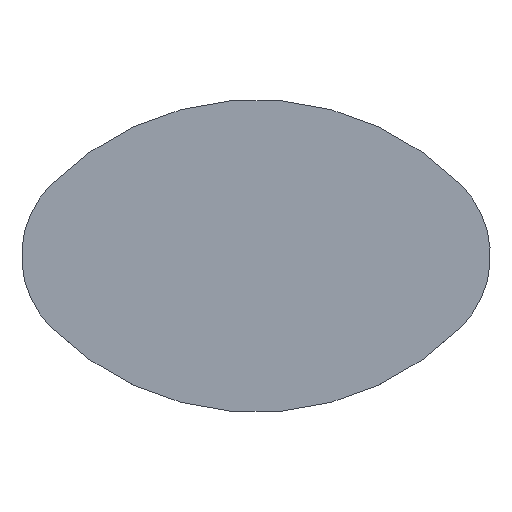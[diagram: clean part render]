
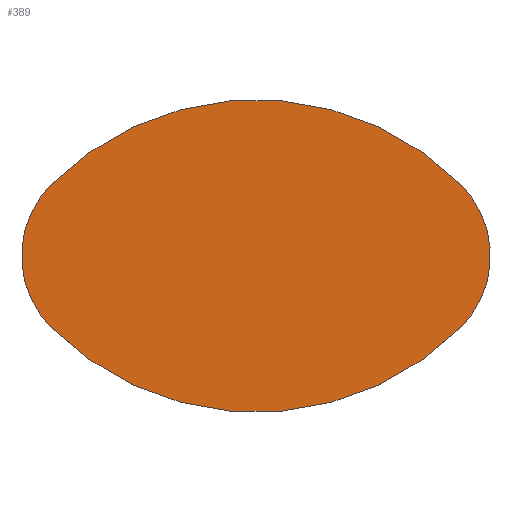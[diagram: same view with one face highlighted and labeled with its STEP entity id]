
A CAD part, top view. The second image highlights one B-rep face of the part: STEP entity #389.
In plain terms, the highlighted planar face has unit normal (0, 0, 1).
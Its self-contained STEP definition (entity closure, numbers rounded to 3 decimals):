
#35 = VERTEX_POINT('',#36);
#36 = CARTESIAN_POINT('',(92.919,102.245,0.411));
#43 = CYLINDRICAL_SURFACE('',#44,22.23);
#44 = AXIS2_PLACEMENT_3D('',#45,#46,#47);
#45 = CARTESIAN_POINT('',(108.638,117.964,0.));
#46 = DIRECTION('',(0.,0.,-1.));
#47 = DIRECTION('',(-0.707,-0.707,0.));
#55 = CYLINDRICAL_SURFACE('',#56,7.76);
#56 = AXIS2_PLACEMENT_3D('',#57,#58,#59);
#57 = CARTESIAN_POINT('',(98.407,107.732,0.));
#58 = DIRECTION('',(0.,0.,-1.));
#59 = DIRECTION('',(-0.707,0.707,0.));
#67 = EDGE_CURVE('',#35,#68,#70,.T.);
#68 = VERTEX_POINT('',#69);
#69 = CARTESIAN_POINT('',(124.357,102.245,0.411));
#70 = SURFACE_CURVE('',#71,(#76,#83),.PCURVE_S1.);
#71 = CIRCLE('',#72,22.23);
#72 = AXIS2_PLACEMENT_3D('',#73,#74,#75);
#73 = CARTESIAN_POINT('',(108.638,117.964,0.411));
#74 = DIRECTION('',(0.,0.,1.));
#75 = DIRECTION('',(-0.707,-0.707,0.));
#76 = PCURVE('',#43,#77);
#77 = DEFINITIONAL_REPRESENTATION('',(#78),#82);
#78 = LINE('',#79,#80);
#79 = CARTESIAN_POINT('',(0.,-0.411));
#80 = VECTOR('',#81,1.);
#81 = DIRECTION('',(-1.,0.));
#82 = ( GEOMETRIC_REPRESENTATION_CONTEXT(2) 
PARAMETRIC_REPRESENTATION_CONTEXT() REPRESENTATION_CONTEXT('2D SPACE',''
  ) );
#83 = PCURVE('',#84,#89);
#84 = PLANE('',#85);
#85 = AXIS2_PLACEMENT_3D('',#86,#87,#88);
#86 = CARTESIAN_POINT('',(92.919,102.245,0.411));
#87 = DIRECTION('',(0.,0.,-1.));
#88 = DIRECTION('',(-1.,0.,0.));
#89 = DEFINITIONAL_REPRESENTATION('',(#90),#98);
#90 = ( BOUNDED_CURVE() B_SPLINE_CURVE(2,(#91,#92,#93,#94,#95,#96,#97),
.UNSPECIFIED.,.F.,.F.) B_SPLINE_CURVE_WITH_KNOTS((1,2,2,2,2,1),(
    -2.094,0.,2.094,4.189,6.283,
8.378),.UNSPECIFIED.) CURVE() GEOMETRIC_REPRESENTATION_ITEM() 
RATIONAL_B_SPLINE_CURVE((1.,0.5,1.,0.5,1.,0.5,1.)) REPRESENTATION_ITEM(
  '') );
#91 = CARTESIAN_POINT('',(0.,0.));
#92 = CARTESIAN_POINT('',(-27.226,-27.226));
#93 = CARTESIAN_POINT('',(-37.192,9.965));
#94 = CARTESIAN_POINT('',(-47.157,47.157));
#95 = CARTESIAN_POINT('',(-9.965,37.192));
#96 = CARTESIAN_POINT('',(27.226,27.226));
#97 = CARTESIAN_POINT('',(0.,0.));
#98 = ( GEOMETRIC_REPRESENTATION_CONTEXT(2) 
PARAMETRIC_REPRESENTATION_CONTEXT() REPRESENTATION_CONTEXT('2D SPACE',''
  ) );
#116 = CYLINDRICAL_SURFACE('',#117,7.76);
#117 = AXIS2_PLACEMENT_3D('',#118,#119,#120);
#118 = CARTESIAN_POINT('',(118.87,107.732,0.));
#119 = DIRECTION('',(0.,0.,-1.));
#120 = DIRECTION('',(0.707,-0.707,0.));
#163 = EDGE_CURVE('',#68,#164,#166,.T.);
#164 = VERTEX_POINT('',#165);
#165 = CARTESIAN_POINT('',(124.357,113.219,0.411));
#166 = SURFACE_CURVE('',#167,(#172,#179),.PCURVE_S1.);
#167 = CIRCLE('',#168,7.76);
#168 = AXIS2_PLACEMENT_3D('',#169,#170,#171);
#169 = CARTESIAN_POINT('',(118.87,107.732,0.411));
#170 = DIRECTION('',(0.,0.,1.));
#171 = DIRECTION('',(0.707,-0.707,0.));
#172 = PCURVE('',#116,#173);
#173 = DEFINITIONAL_REPRESENTATION('',(#174),#178);
#174 = LINE('',#175,#176);
#175 = CARTESIAN_POINT('',(0.,-0.411));
#176 = VECTOR('',#177,1.);
#177 = DIRECTION('',(-1.,0.));
#178 = ( GEOMETRIC_REPRESENTATION_CONTEXT(2) 
PARAMETRIC_REPRESENTATION_CONTEXT() REPRESENTATION_CONTEXT('2D SPACE',''
  ) );
#179 = PCURVE('',#84,#180);
#180 = DEFINITIONAL_REPRESENTATION('',(#181),#189);
#181 = ( BOUNDED_CURVE() B_SPLINE_CURVE(2,(#182,#183,#184,#185,#186,#187
,#188),.UNSPECIFIED.,.F.,.F.) B_SPLINE_CURVE_WITH_KNOTS((1,2,2,2,2,1),(
    -2.094,0.,2.094,4.189,6.283,
8.378),.UNSPECIFIED.) CURVE() GEOMETRIC_REPRESENTATION_ITEM() 
RATIONAL_B_SPLINE_CURVE((1.,0.5,1.,0.5,1.,0.5,1.)) REPRESENTATION_ITEM(
  '') );
#182 = CARTESIAN_POINT('',(-31.438,0.));
#183 = CARTESIAN_POINT('',(-40.942,9.504));
#184 = CARTESIAN_POINT('',(-27.959,12.983));
#185 = CARTESIAN_POINT('',(-14.977,16.461));
#186 = CARTESIAN_POINT('',(-18.455,3.479));
#187 = CARTESIAN_POINT('',(-21.934,-9.504));
#188 = CARTESIAN_POINT('',(-31.438,0.));
#189 = ( GEOMETRIC_REPRESENTATION_CONTEXT(2) 
PARAMETRIC_REPRESENTATION_CONTEXT() REPRESENTATION_CONTEXT('2D SPACE',''
  ) );
#207 = CYLINDRICAL_SURFACE('',#208,22.23);
#208 = AXIS2_PLACEMENT_3D('',#209,#210,#211);
#209 = CARTESIAN_POINT('',(108.638,97.5,0.));
#210 = DIRECTION('',(0.,0.,-1.));
#211 = DIRECTION('',(0.707,0.707,0.));
#249 = EDGE_CURVE('',#164,#250,#252,.T.);
#250 = VERTEX_POINT('',#251);
#251 = CARTESIAN_POINT('',(92.919,113.219,0.411));
#252 = SURFACE_CURVE('',#253,(#258,#265),.PCURVE_S1.);
#253 = CIRCLE('',#254,22.23);
#254 = AXIS2_PLACEMENT_3D('',#255,#256,#257);
#255 = CARTESIAN_POINT('',(108.638,97.5,0.411));
#256 = DIRECTION('',(0.,0.,1.));
#257 = DIRECTION('',(0.707,0.707,0.));
#258 = PCURVE('',#207,#259);
#259 = DEFINITIONAL_REPRESENTATION('',(#260),#264);
#260 = LINE('',#261,#262);
#261 = CARTESIAN_POINT('',(0.,-0.411));
#262 = VECTOR('',#263,1.);
#263 = DIRECTION('',(-1.,0.));
#264 = ( GEOMETRIC_REPRESENTATION_CONTEXT(2) 
PARAMETRIC_REPRESENTATION_CONTEXT() REPRESENTATION_CONTEXT('2D SPACE',''
  ) );
#265 = PCURVE('',#84,#266);
#266 = DEFINITIONAL_REPRESENTATION('',(#267),#275);
#267 = ( BOUNDED_CURVE() B_SPLINE_CURVE(2,(#268,#269,#270,#271,#272,#273
,#274),.UNSPECIFIED.,.T.,.F.) B_SPLINE_CURVE_WITH_KNOTS((1,2,2,2,2,1),(
    -2.094,0.,2.094,4.189,6.283,
8.378),.UNSPECIFIED.) CURVE() GEOMETRIC_REPRESENTATION_ITEM() 
RATIONAL_B_SPLINE_CURVE((1.,0.5,1.,0.5,1.,0.5,1.)) REPRESENTATION_ITEM(
  '') );
#268 = CARTESIAN_POINT('',(-31.438,10.974));
#269 = CARTESIAN_POINT('',(-4.212,38.2));
#270 = CARTESIAN_POINT('',(5.754,1.009));
#271 = CARTESIAN_POINT('',(15.719,-36.183));
#272 = CARTESIAN_POINT('',(-21.473,-26.217));
#273 = CARTESIAN_POINT('',(-58.664,-16.252));
#274 = CARTESIAN_POINT('',(-31.438,10.974));
#275 = ( GEOMETRIC_REPRESENTATION_CONTEXT(2) 
PARAMETRIC_REPRESENTATION_CONTEXT() REPRESENTATION_CONTEXT('2D SPACE',''
  ) );
#330 = EDGE_CURVE('',#250,#35,#331,.T.);
#331 = SURFACE_CURVE('',#332,(#337,#344),.PCURVE_S1.);
#332 = CIRCLE('',#333,7.76);
#333 = AXIS2_PLACEMENT_3D('',#334,#335,#336);
#334 = CARTESIAN_POINT('',(98.407,107.732,0.411));
#335 = DIRECTION('',(0.,0.,1.));
#336 = DIRECTION('',(-0.707,0.707,0.));
#337 = PCURVE('',#55,#338);
#338 = DEFINITIONAL_REPRESENTATION('',(#339),#343);
#339 = LINE('',#340,#341);
#340 = CARTESIAN_POINT('',(0.,-0.411));
#341 = VECTOR('',#342,1.);
#342 = DIRECTION('',(-1.,0.));
#343 = ( GEOMETRIC_REPRESENTATION_CONTEXT(2) 
PARAMETRIC_REPRESENTATION_CONTEXT() REPRESENTATION_CONTEXT('2D SPACE',''
  ) );
#344 = PCURVE('',#84,#345);
#345 = DEFINITIONAL_REPRESENTATION('',(#346),#354);
#346 = ( BOUNDED_CURVE() B_SPLINE_CURVE(2,(#347,#348,#349,#350,#351,#352
,#353),.UNSPECIFIED.,.F.,.F.) B_SPLINE_CURVE_WITH_KNOTS((1,2,2,2,2,1),(
    -2.094,0.,2.094,4.189,6.283,
8.378),.UNSPECIFIED.) CURVE() GEOMETRIC_REPRESENTATION_ITEM() 
RATIONAL_B_SPLINE_CURVE((1.,0.5,1.,0.5,1.,0.5,1.)) REPRESENTATION_ITEM(
  '') );
#347 = CARTESIAN_POINT('',(0.,10.974));
#348 = CARTESIAN_POINT('',(9.504,1.47));
#349 = CARTESIAN_POINT('',(-3.479,-2.008));
#350 = CARTESIAN_POINT('',(-16.461,-5.487));
#351 = CARTESIAN_POINT('',(-12.983,7.496));
#352 = CARTESIAN_POINT('',(-9.504,20.478));
#353 = CARTESIAN_POINT('',(0.,10.974));
#354 = ( GEOMETRIC_REPRESENTATION_CONTEXT(2) 
PARAMETRIC_REPRESENTATION_CONTEXT() REPRESENTATION_CONTEXT('2D SPACE',''
  ) );
#389 = ADVANCED_FACE('',(#390),#84,.F.);
#390 = FACE_BOUND('',#391,.T.);
#391 = EDGE_LOOP('',(#392,#393,#394,#395));
#392 = ORIENTED_EDGE('',*,*,#67,.T.);
#393 = ORIENTED_EDGE('',*,*,#163,.T.);
#394 = ORIENTED_EDGE('',*,*,#249,.T.);
#395 = ORIENTED_EDGE('',*,*,#330,.T.);
